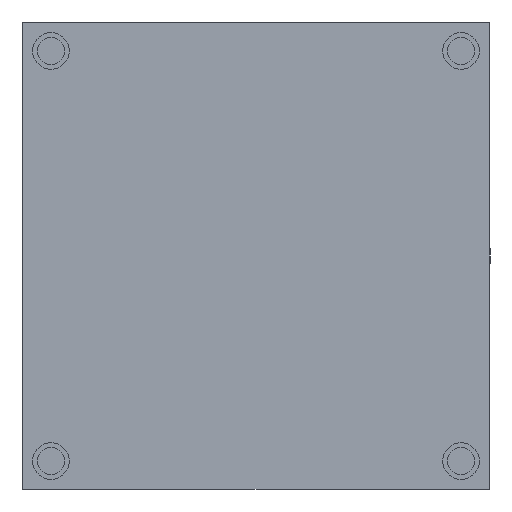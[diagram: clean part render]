
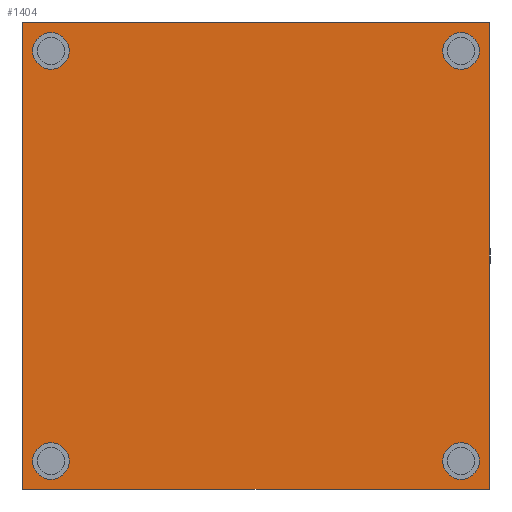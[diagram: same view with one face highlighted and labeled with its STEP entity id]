
A CAD part, front view. The second image highlights one B-rep face of the part: STEP entity #1404.
In plain terms, the highlighted planar face has unit normal (0, -1, 0).
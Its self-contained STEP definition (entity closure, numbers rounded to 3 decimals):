
#82=FACE_BOUND('',#487,.T.);
#83=FACE_BOUND('',#488,.T.);
#84=FACE_BOUND('',#489,.T.);
#85=FACE_BOUND('',#490,.T.);
#148=LINE('',#2569,#215);
#150=LINE('',#2574,#217);
#152=LINE('',#2578,#219);
#153=LINE('',#2579,#220);
#215=VECTOR('',#2059,10.);
#217=VECTOR('',#2063,10.);
#219=VECTOR('',#2067,10.);
#220=VECTOR('',#2068,10.);
#364=FACE_OUTER_BOUND('',#486,.T.);
#486=EDGE_LOOP('',(#1153,#1154,#1155,#1156));
#487=EDGE_LOOP('',(#1157));
#488=EDGE_LOOP('',(#1158));
#489=EDGE_LOOP('',(#1159));
#490=EDGE_LOOP('',(#1160));
#593=CIRCLE('',#1630,9.);
#597=CIRCLE('',#1638,9.);
#601=CIRCLE('',#1646,9.);
#605=CIRCLE('',#1654,9.);
#701=VERTEX_POINT('',#2503);
#705=VERTEX_POINT('',#2517);
#709=VERTEX_POINT('',#2531);
#713=VERTEX_POINT('',#2545);
#718=VERTEX_POINT('',#2563);
#720=VERTEX_POINT('',#2567);
#722=VERTEX_POINT('',#2572);
#723=VERTEX_POINT('',#2577);
#845=EDGE_CURVE('',#701,#701,#593,.T.);
#851=EDGE_CURVE('',#705,#705,#597,.T.);
#857=EDGE_CURVE('',#709,#709,#601,.T.);
#863=EDGE_CURVE('',#713,#713,#605,.T.);
#874=EDGE_CURVE('',#718,#720,#148,.T.);
#876=EDGE_CURVE('',#722,#720,#150,.T.);
#878=EDGE_CURVE('',#722,#723,#152,.T.);
#879=EDGE_CURVE('',#723,#718,#153,.T.);
#1153=ORIENTED_EDGE('',*,*,#878,.T.);
#1154=ORIENTED_EDGE('',*,*,#879,.T.);
#1155=ORIENTED_EDGE('',*,*,#874,.T.);
#1156=ORIENTED_EDGE('',*,*,#876,.F.);
#1157=ORIENTED_EDGE('',*,*,#845,.T.);
#1158=ORIENTED_EDGE('',*,*,#851,.T.);
#1159=ORIENTED_EDGE('',*,*,#857,.T.);
#1160=ORIENTED_EDGE('',*,*,#863,.T.);
#1321=PLANE('',#1664);
#1404=ADVANCED_FACE('',(#364,#82,#83,#84,#85),#1321,.T.);
#1630=AXIS2_PLACEMENT_3D('',#2504,#1980,#1981);
#1638=AXIS2_PLACEMENT_3D('',#2518,#1998,#1999);
#1646=AXIS2_PLACEMENT_3D('',#2532,#2016,#2017);
#1654=AXIS2_PLACEMENT_3D('',#2546,#2034,#2035);
#1664=AXIS2_PLACEMENT_3D('',#2576,#2065,#2066);
#1980=DIRECTION('center_axis',(0.,1.,0.));
#1981=DIRECTION('ref_axis',(1.,0.,0.));
#1998=DIRECTION('center_axis',(0.,1.,0.));
#1999=DIRECTION('ref_axis',(1.,0.,0.));
#2016=DIRECTION('center_axis',(0.,1.,0.));
#2017=DIRECTION('ref_axis',(1.,0.,0.));
#2034=DIRECTION('center_axis',(0.,1.,0.));
#2035=DIRECTION('ref_axis',(1.,0.,0.));
#2059=DIRECTION('',(1.,0.,0.));
#2063=DIRECTION('',(0.,0.,-1.));
#2065=DIRECTION('center_axis',(0.,-1.,0.));
#2066=DIRECTION('ref_axis',(0.,0.,-1.));
#2067=DIRECTION('',(-1.,0.,0.));
#2068=DIRECTION('',(0.,0.,-1.));
#2503=CARTESIAN_POINT('',(-110.,-40.,-101.));
#2504=CARTESIAN_POINT('Origin',(-101.,-40.,-101.));
#2517=CARTESIAN_POINT('',(92.,-40.,-101.));
#2518=CARTESIAN_POINT('Origin',(101.,-40.,-101.));
#2531=CARTESIAN_POINT('',(92.,-40.,101.));
#2532=CARTESIAN_POINT('Origin',(101.,-40.,101.));
#2545=CARTESIAN_POINT('',(-110.,-40.,101.));
#2546=CARTESIAN_POINT('Origin',(-101.,-40.,101.));
#2563=CARTESIAN_POINT('',(-115.,-40.,-115.));
#2567=CARTESIAN_POINT('',(115.,-40.,-115.));
#2569=CARTESIAN_POINT('',(115.,-40.,-115.));
#2572=CARTESIAN_POINT('',(115.,-40.,115.));
#2574=CARTESIAN_POINT('',(115.,-40.,0.));
#2576=CARTESIAN_POINT('Origin',(115.,-40.,0.));
#2577=CARTESIAN_POINT('',(-115.,-40.,115.));
#2578=CARTESIAN_POINT('',(115.,-40.,115.));
#2579=CARTESIAN_POINT('',(-115.,-40.,0.));
